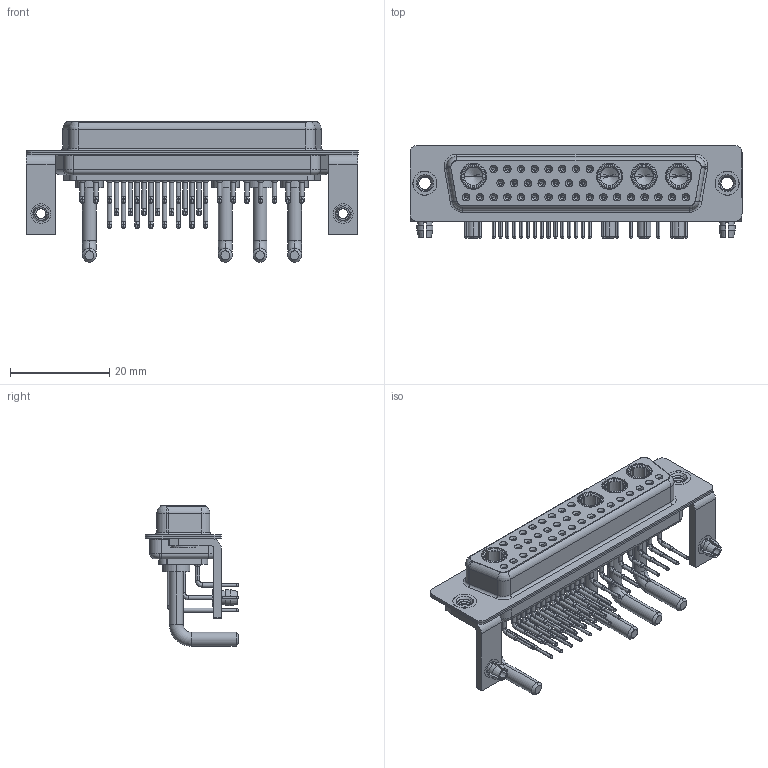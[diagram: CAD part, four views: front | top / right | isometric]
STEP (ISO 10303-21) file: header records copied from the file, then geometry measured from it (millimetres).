
FILE_DESCRIPTION (( 'STEP AP203' ), '1' );
FILE_NAME ('630-36W4650-2TB.STEP', '2022-06-09T14:57:10', ( '' ), ( '' ), 'SwSTEP 2.0', 'SolidWorks 2020', '' );
FILE_SCHEMA (( 'CONFIG_CONTROL_DESIGN' ));
Length unit declared in the file: millimetre
Products named in the file (11): 630Combo Housing_36W4; 630Combo Threaded Rivet_B; 630Combo Stabilizer Bracket_50 Contacts; 630Combo Shell Rear_50 Contacts; Power Socket_Ext 20A RA 50; 630Combo Contact Row 1_50 Contacts; 630Combo Shell Front_50 Contacts; 630Combo Contact Row 2_50 Contacts; 630-36W4650-2TB; 630Combo Board Lock_50 Contacts; 630Combo Contact Row 3
Assembly tree (45 placements, depth 2):
  630-36W4650-2TB
    630Combo Housing_36W4
    630Combo Shell Front_50 Contacts
    630Combo Shell Rear_50 Contacts
    630Combo Threaded Rivet_B  x2
    630Combo Stabilizer Bracket_50 Contacts  x2
    630Combo Board Lock_50 Contacts  x2
    Power Socket_Ext 20A RA 50  x4
    630Combo Contact Row 1_50 Contacts  x8
    630Combo Contact Row 2_50 Contacts  x7
    630Combo Contact Row 3  x17
Bounding box: 67 x 18.8 x 28.33 mm (x, y, z)
Volume: 7779.2 mm3; surface area: 16785.4 mm2
Topology: 49 solids, 49 shells, 2417 faces, 6173 edges, 3905 vertices
Faces by surface type: cylinder 1023, plane 731, cone 444, bspline 138, torus 81
Entity records: 31646 total; most frequent: CARTESIAN_POINT 6758, DIRECTION 5230, ORIENTED_EDGE 4438, EDGE_CURVE 2219, AXIS2_PLACEMENT_3D 2176, VERTEX_POINT 1422, CIRCLE 1204, EDGE_LOOP 1153
